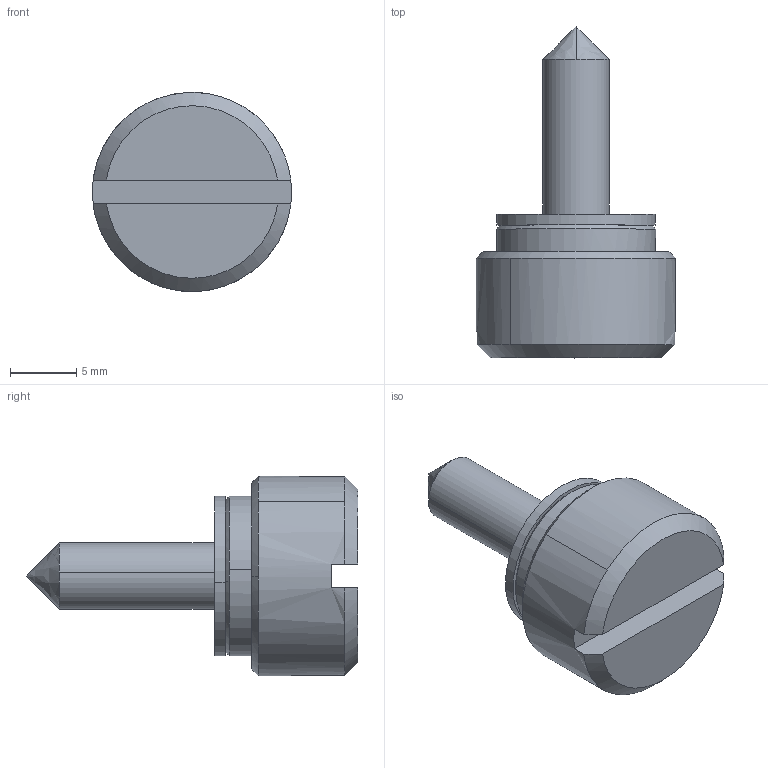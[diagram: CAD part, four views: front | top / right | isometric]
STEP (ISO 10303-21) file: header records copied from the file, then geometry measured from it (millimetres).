
FILE_DESCRIPTION((''),'2;1');
FILE_NAME('','2005-07-15T15:31:56',(''),(''),'','CADfix','');
FILE_SCHEMA(('AUTOMOTIVE_DESIGN'));
Length unit declared in the file: millimetre
Products named in the file (3): washer; knob; TL_233SUS_6_29711_36
Assembly tree (2 placements, depth 2):
  TL_233SUS_6_29711_36
    washer
    knob
Bounding box: 15 x 25 x 15 mm (x, y, z)
Volume: 1892.5 mm3; surface area: 1234.3 mm2
Topology: 2 solids, 2 shells, 41 faces, 124 edges, 87 vertices
Faces by surface type: bspline 41
Entity records: 1511 total; most frequent: CARTESIAN_POINT 774, ORIENTED_EDGE 244, EDGE_CURVE 122, VERTEX_POINT 87, QUASI_UNIFORM_CURVE 54, EDGE_LOOP 45, FACE_OUTER_BOUND 41, ADVANCED_FACE 41
